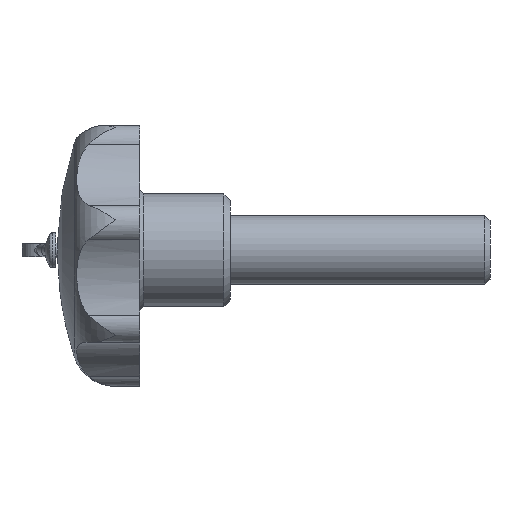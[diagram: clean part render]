
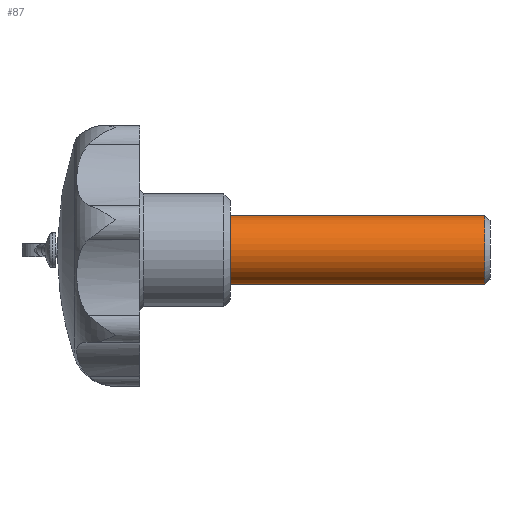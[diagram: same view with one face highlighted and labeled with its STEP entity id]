
A CAD part, left-side view. The second image highlights one B-rep face of the part: STEP entity #87.
In plain terms, the highlighted cylindrical face has radius 8 mm (diameter 16 mm), a full revolution.
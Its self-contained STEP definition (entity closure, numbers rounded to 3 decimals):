
#87 = ADVANCED_FACE( '', ( #222, #223 ), #224, .T. );
#222 = FACE_OUTER_BOUND( '', #420, .T. );
#223 = FACE_OUTER_BOUND( '', #421, .T. );
#224 = CYLINDRICAL_SURFACE( '', #422, 8. );
#420 = EDGE_LOOP( '', ( #645 ) );
#421 = EDGE_LOOP( '', ( #646 ) );
#422 = AXIS2_PLACEMENT_3D( '', #647, #648, #649 );
#645 = ORIENTED_EDGE( '', *, *, #1126, .F. );
#646 = ORIENTED_EDGE( '', *, *, #1127, .T. );
#647 = CARTESIAN_POINT( '', ( 0., -60., 0. ) );
#648 = DIRECTION( '', ( 0., 1., 0. ) );
#649 = DIRECTION( '', ( 0., 0., -1. ) );
#1126 = EDGE_CURVE( '', #1343, #1343, #1344, .T. );
#1127 = EDGE_CURVE( '', #1345, #1345, #1346, .T. );
#1343 = VERTEX_POINT( '', #2009 );
#1344 = CIRCLE( '', #2010, 8. );
#1345 = VERTEX_POINT( '', #2011 );
#1346 = CIRCLE( '', #2012, 8. );
#2009 = CARTESIAN_POINT( '', ( 0., -58.773, -8. ) );
#2010 = AXIS2_PLACEMENT_3D( '', #2411, #2412, #2413 );
#2011 = CARTESIAN_POINT( '', ( 0., 0., -8. ) );
#2012 = AXIS2_PLACEMENT_3D( '', #2414, #2415, #2416 );
#2411 = CARTESIAN_POINT( '', ( 0., -58.773, 0. ) );
#2412 = DIRECTION( '', ( 0., -1., 0. ) );
#2413 = DIRECTION( '', ( 0., 0., -1. ) );
#2414 = CARTESIAN_POINT( '', ( 0., 0., 0. ) );
#2415 = DIRECTION( '', ( 0., -1., 0. ) );
#2416 = DIRECTION( '', ( 0., 0., -1. ) );
